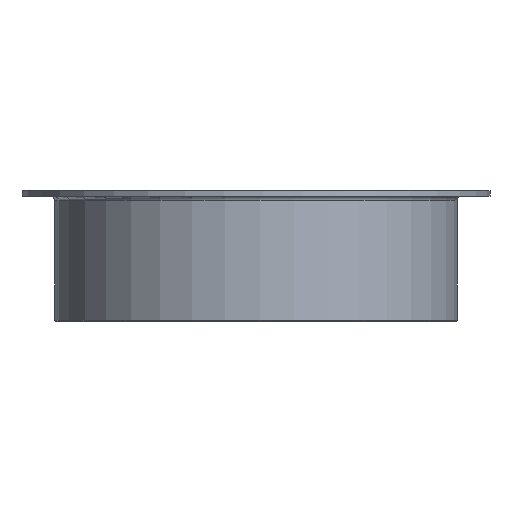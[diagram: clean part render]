
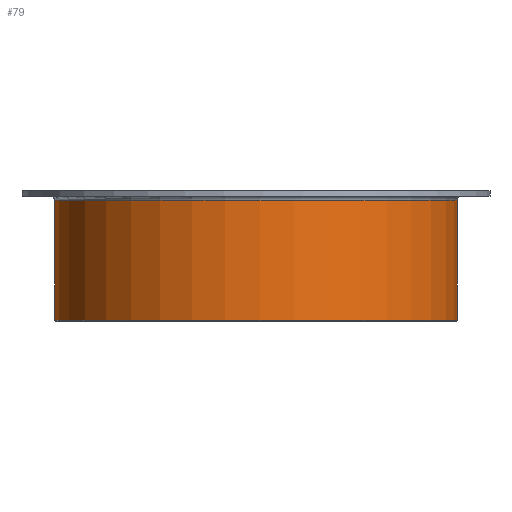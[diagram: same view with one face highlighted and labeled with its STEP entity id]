
A CAD part, front view. The second image highlights one B-rep face of the part: STEP entity #79.
In plain terms, the highlighted cylindrical face has radius 92.5 mm (diameter 185 mm), a partial arc.
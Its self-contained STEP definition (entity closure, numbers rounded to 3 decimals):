
#79=ADVANCED_FACE('',(#110),#111,.T.);
#110=FACE_OUTER_BOUND('',#162,.T.);
#111=CYLINDRICAL_SURFACE('',#163,92.5);
#162=EDGE_LOOP('',(#234,#235,#236,#237));
#163=AXIS2_PLACEMENT_3D('',#238,#239,#240);
#234=ORIENTED_EDGE('',*,*,#427,.F.);
#235=ORIENTED_EDGE('',*,*,#428,.F.);
#236=ORIENTED_EDGE('',*,*,#429,.T.);
#237=ORIENTED_EDGE('',*,*,#420,.T.);
#238=CARTESIAN_POINT('',(0.,0.,28.0));
#239=DIRECTION('',(0.,0.,1.0));
#240=DIRECTION('',(-1.0,0.,0.));
#420=EDGE_CURVE('',#492,#489,#493,.T.);
#427=EDGE_CURVE('',#505,#489,#506,.T.);
#428=EDGE_CURVE('',#507,#505,#508,.T.);
#429=EDGE_CURVE('',#507,#492,#509,.T.);
#489=VERTEX_POINT('',#595);
#492=VERTEX_POINT('',#599);
#493=CIRCLE('',#600,92.5);
#505=VERTEX_POINT('',#617);
#506=LINE('',#618,#619);
#507=VERTEX_POINT('',#620);
#508=CIRCLE('',#621,92.5);
#509=LINE('',#622,#623);
#595=CARTESIAN_POINT('',(92.5,0.,0.5));
#599=CARTESIAN_POINT('',(-92.427,-3.669,0.5));
#600=AXIS2_PLACEMENT_3D('',#793,#794,#795);
#617=CARTESIAN_POINT('',(92.5,0.,55.5));
#618=CARTESIAN_POINT('',(92.5,0.,28.0));
#619=VECTOR('',#806,1.0);
#620=CARTESIAN_POINT('',(-92.427,-3.669,55.5));
#621=AXIS2_PLACEMENT_3D('',#807,#808,#809);
#622=CARTESIAN_POINT('',(-92.427,-3.669,28.0));
#623=VECTOR('',#810,10.0);
#793=CARTESIAN_POINT('',(0.,0.,0.5));
#794=DIRECTION('',(0.,0.,1.0));
#795=DIRECTION('',(-1.0,0.,0.));
#806=DIRECTION('',(0.,0.,-1.0));
#807=CARTESIAN_POINT('',(0.,0.,55.5));
#808=DIRECTION('',(0.,0.,1.0));
#809=DIRECTION('',(-1.0,0.,0.));
#810=DIRECTION('',(0.,0.,-1.0));
